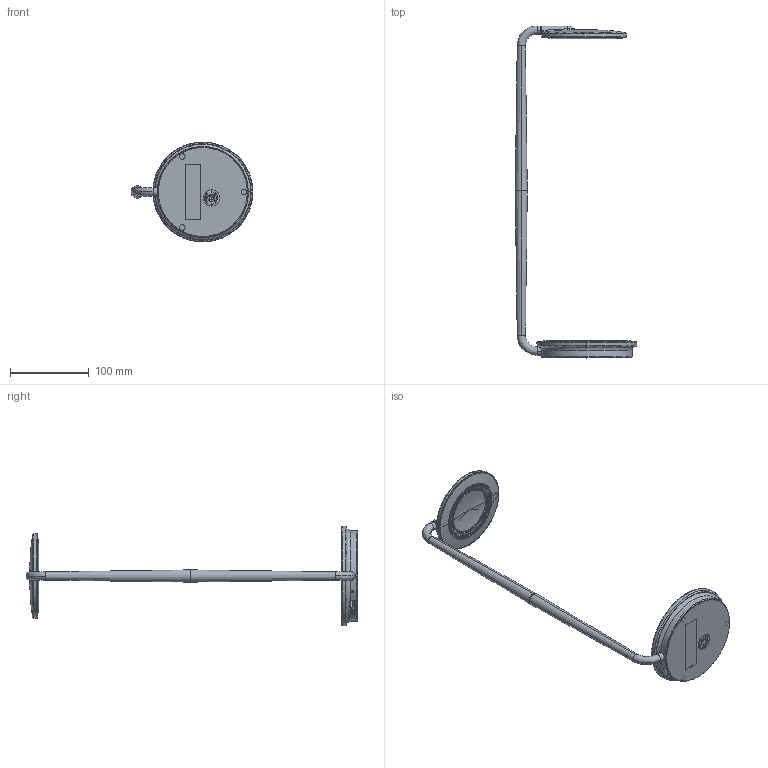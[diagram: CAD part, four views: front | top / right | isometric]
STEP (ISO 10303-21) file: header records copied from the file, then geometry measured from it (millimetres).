
FILE_DESCRIPTION (( 'STEP AP203' ), '1' );
FILE_NAME ('Pixo.STEP', '2017-04-27T17:52:11', ( '' ), ( '' ), 'SwSTEP 2.0', 'SolidWorks 2017', '' );
FILE_SCHEMA (( 'CONFIG_CONTROL_DESIGN' ));
Length unit declared in the file: millimetre
Products named in the file (1): Pixo
Bounding box: 154.41 x 421.25 x 126.83 mm (x, y, z)
Surface area: 97457.4 mm2 (no closed solid volume)
Topology: 0 solids, 21 shells, 284 faces, 1123 edges, 831 vertices
Faces by surface type: cone 101, bspline 100, plane 48, cylinder 35
Entity records: 19207 total; most frequent: CARTESIAN_POINT 11004, ORIENTED_EDGE 1653, DIRECTION 1429, EDGE_CURVE 1115, VERTEX_POINT 831, AXIS2_PLACEMENT_3D 529, LINE 371, VECTOR 371
